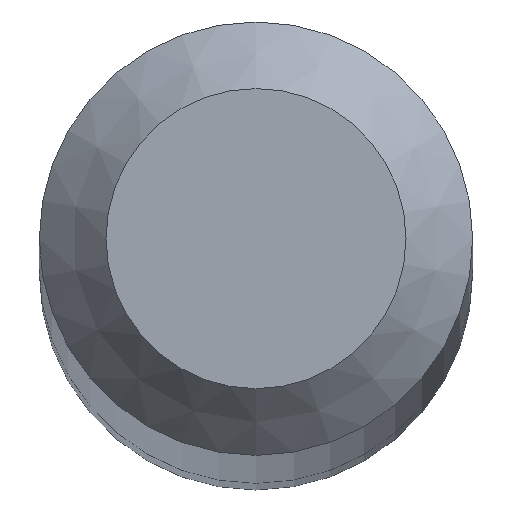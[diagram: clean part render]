
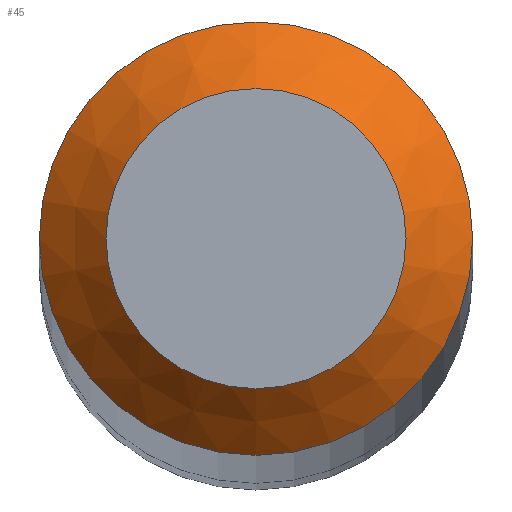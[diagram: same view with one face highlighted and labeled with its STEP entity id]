
A CAD part, top view. The second image highlights one B-rep face of the part: STEP entity #45.
In plain terms, the highlighted conical face has half-angle 45 degrees and reference radius 0.225 mm.
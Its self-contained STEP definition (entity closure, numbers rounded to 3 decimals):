
#8 = AXIS2_PLACEMENT_3D ( 'NONE', #152, #79, #199 ) ;
#15 = VERTEX_POINT ( 'NONE', #88 ) ;
#35 = CARTESIAN_POINT ( 'NONE',  ( 0., 0., 30. ) ) ;
#45 = ADVANCED_FACE ( 'NONE', ( #174, #56 ), #81, .T. ) ;
#54 = EDGE_CURVE ( 'NONE', #161, #161, #163, .T. ) ;
#56 = FACE_BOUND ( 'NONE', #86, .T. ) ;
#61 = DIRECTION ( 'NONE',  ( 0., 1., 0. ) ) ;
#69 = EDGE_LOOP ( 'NONE', ( #110 ) ) ;
#79 = DIRECTION ( 'NONE',  ( 0., 0., -1. ) ) ;
#81 = CONICAL_SURFACE ( 'NONE', #143, 0.225, 0.785 ) ;
#83 = ORIENTED_EDGE ( 'NONE', *, *, #54, .T. ) ;
#84 = AXIS2_PLACEMENT_3D ( 'NONE', #196, #130, #98 ) ;
#86 = EDGE_LOOP ( 'NONE', ( #83 ) ) ;
#88 = CARTESIAN_POINT ( 'NONE',  ( 0., 0.325, 29.9 ) ) ;
#98 = DIRECTION ( 'NONE',  ( 0., 1., 0. ) ) ;
#110 = ORIENTED_EDGE ( 'NONE', *, *, #144, .F. ) ;
#130 = DIRECTION ( 'NONE',  ( 0., 0., -1. ) ) ;
#143 = AXIS2_PLACEMENT_3D ( 'NONE', #35, #160, #61 ) ;
#144 = EDGE_CURVE ( 'NONE', #15, #15, #173, .T. ) ;
#148 = CARTESIAN_POINT ( 'NONE',  ( 0., 0.225, 30. ) ) ;
#152 = CARTESIAN_POINT ( 'NONE',  ( 0., 0., 29.9 ) ) ;
#160 = DIRECTION ( 'NONE',  ( 0., 0., -1. ) ) ;
#161 = VERTEX_POINT ( 'NONE', #148 ) ;
#163 = CIRCLE ( 'NONE', #84, 0.225 ) ;
#173 = CIRCLE ( 'NONE', #8, 0.325 ) ;
#174 = FACE_OUTER_BOUND ( 'NONE', #69, .T. ) ;
#196 = CARTESIAN_POINT ( 'NONE',  ( 0., 0., 30. ) ) ;
#199 = DIRECTION ( 'NONE',  ( 0., 1., 0. ) ) ;
